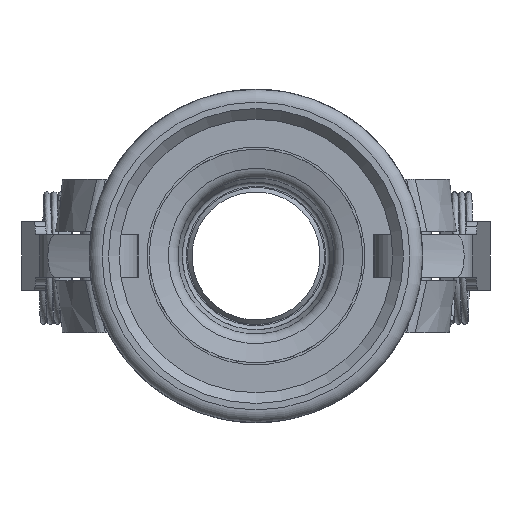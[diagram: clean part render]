
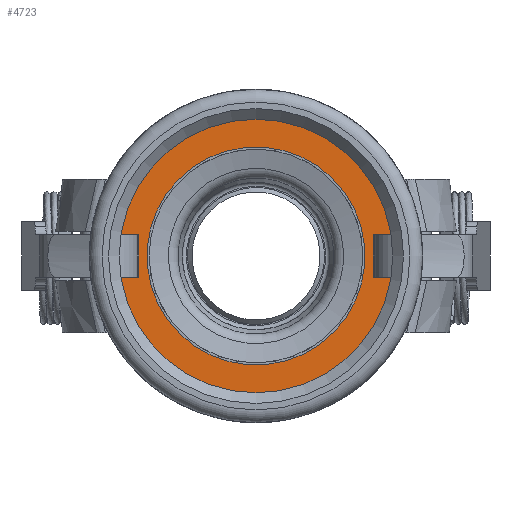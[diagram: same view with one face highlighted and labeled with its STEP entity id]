
A CAD part, left-side view. The second image highlights one B-rep face of the part: STEP entity #4723.
In plain terms, the highlighted planar face has unit normal (-1, 0, 0).
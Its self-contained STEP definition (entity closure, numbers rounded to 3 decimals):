
#901=PLANE('',#5236);
#959=FACE_BOUND('',#1431,.T.);
#1155=FACE_OUTER_BOUND('',#1430,.T.);
#1430=EDGE_LOOP('',(#4003,#4004));
#1431=EDGE_LOOP('',(#4005));
#1727=CIRCLE('',#5150,33.25);
#1728=CIRCLE('',#5151,33.25);
#1759=CIRCLE('',#5235,25.5);
#2073=VERTEX_POINT('',#8296);
#2074=VERTEX_POINT('',#8298);
#2163=VERTEX_POINT('',#9265);
#2645=EDGE_CURVE('',#2074,#2073,#1727,.T.);
#2646=EDGE_CURVE('',#2073,#2074,#1728,.T.);
#2793=EDGE_CURVE('',#2163,#2163,#1759,.T.);
#4003=ORIENTED_EDGE('',*,*,#2645,.T.);
#4004=ORIENTED_EDGE('',*,*,#2646,.T.);
#4005=ORIENTED_EDGE('',*,*,#2793,.T.);
#4723=ADVANCED_FACE('',(#1155,#959),#901,.T.);
#5150=AXIS2_PLACEMENT_3D('',#8299,#6187,#6188);
#5151=AXIS2_PLACEMENT_3D('',#8300,#6189,#6190);
#5235=AXIS2_PLACEMENT_3D('',#9266,#6434,#6435);
#5236=AXIS2_PLACEMENT_3D('',#9268,#6437,#6438);
#6187=DIRECTION('center_axis',(-1.,0.,0.));
#6188=DIRECTION('ref_axis',(0.,-1.,0.));
#6189=DIRECTION('center_axis',(-1.,0.,0.));
#6190=DIRECTION('ref_axis',(0.,-1.,0.));
#6434=DIRECTION('center_axis',(1.,0.,0.));
#6435=DIRECTION('ref_axis',(0.,-0.901,0.433));
#6437=DIRECTION('center_axis',(-1.,0.,0.));
#6438=DIRECTION('ref_axis',(0.,0.433,0.901));
#8296=CARTESIAN_POINT('',(43.,33.25,0.));
#8298=CARTESIAN_POINT('',(43.,-33.25,0.));
#8299=CARTESIAN_POINT('Origin',(43.,0.,0.));
#8300=CARTESIAN_POINT('Origin',(43.,0.,0.));
#9265=CARTESIAN_POINT('',(43.,22.988,-11.037));
#9266=CARTESIAN_POINT('Origin',(43.,0.,
0.));
#9268=CARTESIAN_POINT('Origin',(43.,0.,
0.));
